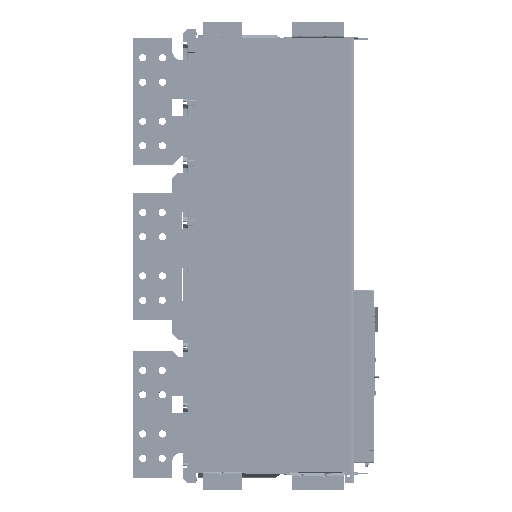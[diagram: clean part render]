
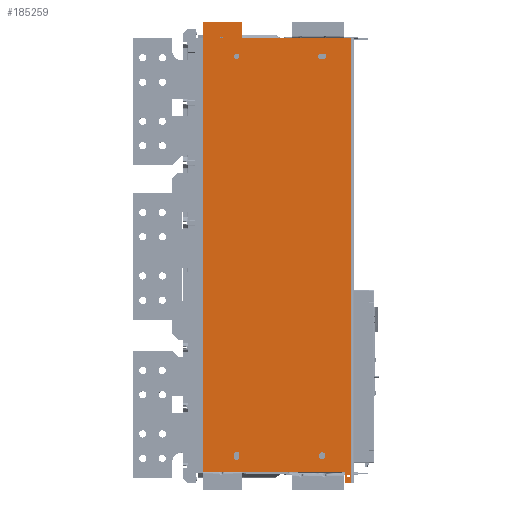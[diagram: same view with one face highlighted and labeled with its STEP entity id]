
A CAD part, top view. The second image highlights one B-rep face of the part: STEP entity #185259.
In plain terms, the highlighted planar face has unit normal (0, 0, 1).
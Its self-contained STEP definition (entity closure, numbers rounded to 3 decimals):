
#387=DIRECTION('',(-1.,0.,0.));
#388=VECTOR('',#387,223.);
#389=CARTESIAN_POINT('',(321.48,915.,-0.67));
#390=LINE('',#389,#388);
#39767=DIRECTION('',(0.,-1.,0.));
#39768=VECTOR('',#39767,922.);
#39769=CARTESIAN_POINT('',(18.48,948.,-0.67));
#39770=LINE('',#39769,#39768);
#39829=DIRECTION('',(-1.,0.,0.));
#39830=VECTOR('',#39829,14.);
#39831=CARTESIAN_POINT('',(321.48,5.,-0.67));
#39832=LINE('',#39831,#39830);
#39833=DIRECTION('',(0.,1.,0.));
#39834=VECTOR('',#39833,21.);
#39835=CARTESIAN_POINT('',(307.48,5.,-0.67));
#39836=LINE('',#39835,#39834);
#39837=DIRECTION('',(-1.,0.,0.));
#39838=VECTOR('',#39837,289.);
#39839=CARTESIAN_POINT('',(307.48,26.,-0.67));
#39840=LINE('',#39839,#39838);
#39841=DIRECTION('',(1.,0.,0.));
#39842=VECTOR('',#39841,80.);
#39843=CARTESIAN_POINT('',(18.48,948.,-0.67));
#39844=LINE('',#39843,#39842);
#39845=DIRECTION('',(0.,-1.,0.));
#39846=VECTOR('',#39845,33.);
#39847=CARTESIAN_POINT('',(98.48,948.,-0.67));
#39848=LINE('',#39847,#39846);
#39849=CARTESIAN_POINT('',(315.48,18.5,-0.67));
#39850=DIRECTION('',(0.,0.,1.));
#39851=DIRECTION('',(0.,-1.,0.));
#39852=AXIS2_PLACEMENT_3D('',#39849,#39850,#39851);
#39854=CARTESIAN_POINT('',(315.48,18.5,-0.67));
#39855=DIRECTION('',(0.,0.,1.));
#39856=DIRECTION('',(0.,1.,0.));
#39857=AXIS2_PLACEMENT_3D('',#39854,#39855,#39856);
#39859=CARTESIAN_POINT('',(261.48,60.,-0.67));
#39860=DIRECTION('',(0.,0.,1.));
#39861=DIRECTION('',(1.,0.,0.));
#39862=AXIS2_PLACEMENT_3D('',#39859,#39860,#39861);
#39864=CARTESIAN_POINT('',(261.48,60.,-0.67));
#39865=DIRECTION('',(0.,0.,1.));
#39866=DIRECTION('',(-1.,0.,0.));
#39867=AXIS2_PLACEMENT_3D('',#39864,#39865,#39866);
#39869=CARTESIAN_POINT('',(86.48,878.,-0.67));
#39870=DIRECTION('',(0.,0.,1.));
#39871=DIRECTION('',(1.,0.,0.));
#39872=AXIS2_PLACEMENT_3D('',#39869,#39870,#39871);
#39874=CARTESIAN_POINT('',(86.48,878.,-0.67));
#39875=DIRECTION('',(0.,0.,1.));
#39876=DIRECTION('',(-1.,0.,0.));
#39877=AXIS2_PLACEMENT_3D('',#39874,#39875,#39876);
#39879=CARTESIAN_POINT('',(86.48,63.,-0.67));
#39880=DIRECTION('',(0.,0.,1.));
#39881=DIRECTION('',(1.,0.,0.));
#39882=AXIS2_PLACEMENT_3D('',#39879,#39880,#39881);
#39884=CARTESIAN_POINT('',(86.48,57.,-0.67));
#39885=DIRECTION('',(0.,0.,1.));
#39886=DIRECTION('',(-1.,0.,0.));
#39887=AXIS2_PLACEMENT_3D('',#39884,#39885,#39886);
#39889=CARTESIAN_POINT('',(258.48,878.,-0.67));
#39890=DIRECTION('',(0.,0.,1.));
#39891=DIRECTION('',(0.,1.,0.));
#39892=AXIS2_PLACEMENT_3D('',#39889,#39890,#39891);
#39894=CARTESIAN_POINT('',(258.48,878.,-0.67));
#39895=DIRECTION('',(0.,0.,1.));
#39896=DIRECTION('',(-1.,0.,0.));
#39897=AXIS2_PLACEMENT_3D('',#39894,#39895,#39896);
#39899=CARTESIAN_POINT('',(264.48,878.,-0.67));
#39900=DIRECTION('',(0.,0.,1.));
#39901=DIRECTION('',(0.,-1.,0.));
#39902=AXIS2_PLACEMENT_3D('',#39899,#39900,#39901);
#39904=CARTESIAN_POINT('',(264.48,878.,-0.67));
#39905=DIRECTION('',(0.,0.,1.));
#39906=DIRECTION('',(1.,0.,0.));
#39907=AXIS2_PLACEMENT_3D('',#39904,#39905,#39906);
#39909=DIRECTION('',(0.,1.,0.));
#39910=VECTOR('',#39909,910.);
#39911=CARTESIAN_POINT('',(321.48,5.,-0.67));
#39912=LINE('',#39911,#39910);
#72677=CARTESIAN_POINT('',(51.855,915.,
-0.67));
#72678=CARTESIAN_POINT('',(52.204,915.674,
-0.67));
#72679=CARTESIAN_POINT('',(52.94,916.773,
-0.67));
#72680=CARTESIAN_POINT('',(53.823,917.382,
-0.67));
#72681=CARTESIAN_POINT('',(55.493,917.841,
-0.67));
#72682=CARTESIAN_POINT('',(57.113,917.388,
-0.67));
#72683=CARTESIAN_POINT('',(58.049,916.751,
-0.67));
#72684=CARTESIAN_POINT('',(58.766,915.664,
-0.67));
#72685=CARTESIAN_POINT('',(59.101,915.,
-0.67));
#72687=DIRECTION('',(-1.,0.,0.));
#72688=VECTOR('',#72687,7.246);
#72689=CARTESIAN_POINT('',(59.101,915.,
-0.67));
#72690=LINE('',#72689,#72688);
#72763=DIRECTION('',(0.,-1.,0.));
#72764=VECTOR('',#72763,6.);
#72765=CARTESIAN_POINT('',(91.98,63.,-0.67));
#72766=LINE('',#72765,#72764);
#72779=DIRECTION('',(0.,1.,0.));
#72780=VECTOR('',#72779,6.);
#72781=CARTESIAN_POINT('',(80.98,57.,-0.67));
#72782=LINE('',#72781,#72780);
#72797=DIRECTION('',(1.,0.,0.));
#72798=VECTOR('',#72797,6.);
#72799=CARTESIAN_POINT('',(258.48,883.5,-0.67));
#72800=LINE('',#72799,#72798);
#72813=DIRECTION('',(-1.,0.,0.));
#72814=VECTOR('',#72813,6.);
#72815=CARTESIAN_POINT('',(264.48,872.5,-0.67));
#72816=LINE('',#72815,#72814);
#105475=CARTESIAN_POINT('',(18.48,948.,-0.67));
#105476=VERTEX_POINT('',#105475);
#105477=CARTESIAN_POINT('',(18.48,26.,-0.67));
#105478=VERTEX_POINT('',#105477);
#105555=CARTESIAN_POINT('',(321.48,915.,-0.67));
#105556=VERTEX_POINT('',#105555);
#105557=CARTESIAN_POINT('',(98.48,915.,-0.67));
#105558=VERTEX_POINT('',#105557);
#106755=CARTESIAN_POINT('',(307.48,26.,-0.67));
#106756=VERTEX_POINT('',#106755);
#125479=CARTESIAN_POINT('',(321.48,5.,-0.67));
#125480=VERTEX_POINT('',#125479);
#125481=CARTESIAN_POINT('',(307.48,5.,-0.67));
#125482=VERTEX_POINT('',#125481);
#125483=CARTESIAN_POINT('',(98.48,948.,-0.67));
#125484=VERTEX_POINT('',#125483);
#125485=CARTESIAN_POINT('',(315.48,15.75,-0.67));
#125486=CARTESIAN_POINT('',(315.48,21.25,-0.67));
#125487=VERTEX_POINT('',#125485);
#125488=VERTEX_POINT('',#125486);
#125489=VERTEX_POINT('',#72677);
#125490=VERTEX_POINT('',#72685);
#125491=CARTESIAN_POINT('',(268.48,60.,-0.67));
#125492=CARTESIAN_POINT('',(254.48,60.,-0.67));
#125493=VERTEX_POINT('',#125491);
#125494=VERTEX_POINT('',#125492);
#125495=CARTESIAN_POINT('',(91.98,878.,-0.67));
#125496=CARTESIAN_POINT('',(80.98,878.,-0.67));
#125497=VERTEX_POINT('',#125495);
#125498=VERTEX_POINT('',#125496);
#125499=CARTESIAN_POINT('',(91.98,63.,-0.67));
#125500=CARTESIAN_POINT('',(80.98,63.,-0.67));
#125501=VERTEX_POINT('',#125499);
#125502=VERTEX_POINT('',#125500);
#125503=CARTESIAN_POINT('',(80.98,57.,-0.67));
#125504=VERTEX_POINT('',#125503);
#125505=CARTESIAN_POINT('',(91.98,57.,-0.67));
#125506=VERTEX_POINT('',#125505);
#125507=CARTESIAN_POINT('',(258.48,883.5,-0.67));
#125508=CARTESIAN_POINT('',(264.48,883.5,-0.67));
#125509=VERTEX_POINT('',#125507);
#125510=VERTEX_POINT('',#125508);
#125511=CARTESIAN_POINT('',(252.98,878.,-0.67));
#125512=VERTEX_POINT('',#125511);
#125513=CARTESIAN_POINT('',(258.48,872.5,-0.67));
#125514=VERTEX_POINT('',#125513);
#125515=CARTESIAN_POINT('',(264.48,872.5,-0.67));
#125516=VERTEX_POINT('',#125515);
#125517=CARTESIAN_POINT('',(269.98,878.,-0.67));
#125518=VERTEX_POINT('',#125517);
#185192=CARTESIAN_POINT('',(58.48,931.5,-0.67));
#185193=DIRECTION('',(0.,0.,1.));
#185194=DIRECTION('',(1.,0.,0.));
#185195=AXIS2_PLACEMENT_3D('',#185192,#185193,#185194);
#185196=PLANE('',#185195);
#185198=ORIENTED_EDGE('',*,*,#185197,.F.);
#185200=ORIENTED_EDGE('',*,*,#185199,.T.);
#185202=ORIENTED_EDGE('',*,*,#185201,.T.);
#185203=ORIENTED_EDGE('',*,*,#134518,.T.);
#185204=ORIENTED_EDGE('',*,*,#185144,.F.);
#185206=ORIENTED_EDGE('',*,*,#185205,.T.);
#185207=ORIENTED_EDGE('',*,*,#185184,.T.);
#185208=ORIENTED_EDGE('',*,*,#132262,.F.);
#185209=EDGE_LOOP('',(#185198,#185200,#185202,#185203,#185204,#185206,#185207,
#185208));
#185210=FACE_OUTER_BOUND('',#185209,.F.);
#185212=ORIENTED_EDGE('',*,*,#185211,.T.);
#185214=ORIENTED_EDGE('',*,*,#185213,.T.);
#185215=EDGE_LOOP('',(#185212,#185214));
#185216=FACE_BOUND('',#185215,.F.);
#185218=ORIENTED_EDGE('',*,*,#185217,.F.);
#185220=ORIENTED_EDGE('',*,*,#185219,.F.);
#185221=EDGE_LOOP('',(#185218,#185220));
#185222=FACE_BOUND('',#185221,.F.);
#185224=ORIENTED_EDGE('',*,*,#185223,.T.);
#185226=ORIENTED_EDGE('',*,*,#185225,.T.);
#185227=EDGE_LOOP('',(#185224,#185226));
#185228=FACE_BOUND('',#185227,.F.);
#185230=ORIENTED_EDGE('',*,*,#185229,.T.);
#185232=ORIENTED_EDGE('',*,*,#185231,.T.);
#185233=EDGE_LOOP('',(#185230,#185232));
#185234=FACE_BOUND('',#185233,.F.);
#185236=ORIENTED_EDGE('',*,*,#185235,.T.);
#185238=ORIENTED_EDGE('',*,*,#185237,.F.);
#185240=ORIENTED_EDGE('',*,*,#185239,.T.);
#185242=ORIENTED_EDGE('',*,*,#185241,.F.);
#185243=EDGE_LOOP('',(#185236,#185238,#185240,#185242));
#185244=FACE_BOUND('',#185243,.F.);
#185246=ORIENTED_EDGE('',*,*,#185245,.F.);
#185248=ORIENTED_EDGE('',*,*,#185247,.T.);
#185250=ORIENTED_EDGE('',*,*,#185249,.T.);
#185252=ORIENTED_EDGE('',*,*,#185251,.F.);
#185254=ORIENTED_EDGE('',*,*,#185253,.T.);
#185256=ORIENTED_EDGE('',*,*,#185255,.T.);
#185257=EDGE_LOOP('',(#185246,#185248,#185250,#185252,#185254,#185256));
#185258=FACE_BOUND('',#185257,.F.);
#185259=ADVANCED_FACE('',(#185210,#185216,#185222,#185228,#185234,#185244,
#185258),#185196,.T.);
#39853=CIRCLE('',#39852,2.75);
#39858=CIRCLE('',#39857,2.75);
#39863=CIRCLE('',#39862,7.);
#39868=CIRCLE('',#39867,7.);
#39873=CIRCLE('',#39872,5.5);
#39878=CIRCLE('',#39877,5.5);
#39883=CIRCLE('',#39882,5.5);
#39888=CIRCLE('',#39887,5.5);
#39893=CIRCLE('',#39892,5.5);
#39898=CIRCLE('',#39897,5.5);
#39903=CIRCLE('',#39902,5.5);
#39908=CIRCLE('',#39907,5.5);
#72686=B_SPLINE_CURVE_WITH_KNOTS('',3,(#72677,#72678,#72679,#72680,#72681,
#72682,#72683,#72684,#72685),.UNSPECIFIED.,.F.,.F.,(4,1,1,1,1,1,4),(0.,
0.167,0.333,0.5,0.667,0.833,
1.),.UNSPECIFIED.);
#132262=EDGE_CURVE('',#105556,#105558,#390,.T.);
#134518=EDGE_CURVE('',#106756,#105478,#39840,.T.);
#185144=EDGE_CURVE('',#105476,#105478,#39770,.T.);
#185184=EDGE_CURVE('',#125484,#105558,#39848,.T.);
#185197=EDGE_CURVE('',#125480,#105556,#39912,.T.);
#185199=EDGE_CURVE('',#125480,#125482,#39832,.T.);
#185201=EDGE_CURVE('',#125482,#106756,#39836,.T.);
#185205=EDGE_CURVE('',#105476,#125484,#39844,.T.);
#185211=EDGE_CURVE('',#125487,#125488,#39853,.T.);
#185213=EDGE_CURVE('',#125488,#125487,#39858,.T.);
#185217=EDGE_CURVE('',#125489,#125490,#72686,.T.);
#185219=EDGE_CURVE('',#125490,#125489,#72690,.T.);
#185223=EDGE_CURVE('',#125493,#125494,#39863,.T.);
#185225=EDGE_CURVE('',#125494,#125493,#39868,.T.);
#185229=EDGE_CURVE('',#125497,#125498,#39873,.T.);
#185231=EDGE_CURVE('',#125498,#125497,#39878,.T.);
#185235=EDGE_CURVE('',#125501,#125502,#39883,.T.);
#185237=EDGE_CURVE('',#125504,#125502,#72782,.T.);
#185239=EDGE_CURVE('',#125504,#125506,#39888,.T.);
#185241=EDGE_CURVE('',#125501,#125506,#72766,.T.);
#185245=EDGE_CURVE('',#125509,#125510,#72800,.T.);
#185247=EDGE_CURVE('',#125509,#125512,#39893,.T.);
#185249=EDGE_CURVE('',#125512,#125514,#39898,.T.);
#185251=EDGE_CURVE('',#125516,#125514,#72816,.T.);
#185253=EDGE_CURVE('',#125516,#125518,#39903,.T.);
#185255=EDGE_CURVE('',#125518,#125510,#39908,.T.);
